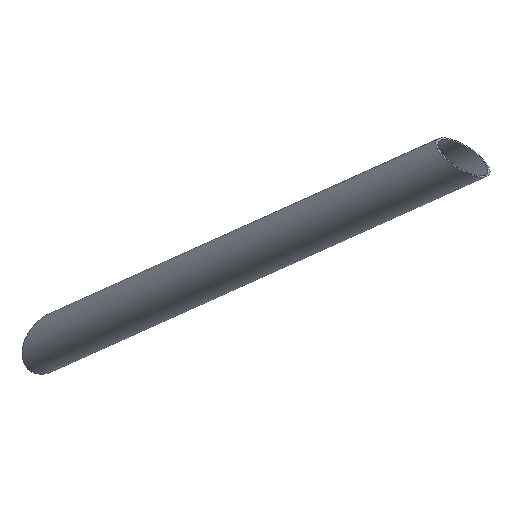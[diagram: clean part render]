
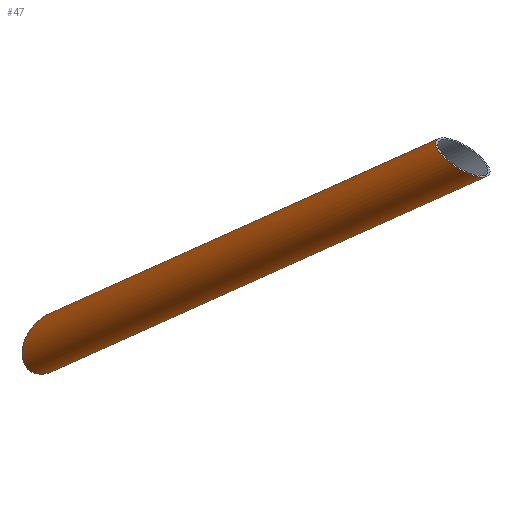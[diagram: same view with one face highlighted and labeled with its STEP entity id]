
A CAD part, top view. The second image highlights one B-rep face of the part: STEP entity #47.
In plain terms, the highlighted cylindrical face has radius 10 mm (diameter 20 mm), a partial arc.
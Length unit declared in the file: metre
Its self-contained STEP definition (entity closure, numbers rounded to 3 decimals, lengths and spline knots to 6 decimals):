
#47=ADVANCED_FACE('0:31',(#98),#99,.T.);
#63=EDGE_CURVE('0:26',#110,#109,#125,.T.);
#65=EDGE_CURVE('0:27',#106,#105,#127,.T.);
#98=FACE_OUTER_BOUND('',#150,.T.);
#99=CYLINDRICAL_SURFACE('',#151,0.01);
#105=VERTEX_POINT('',#158);
#106=VERTEX_POINT('',#159);
#109=VERTEX_POINT('',#190);
#110=VERTEX_POINT('',#191);
#125=B_SPLINE_CURVE_WITH_KNOTS('',3,(#357,#358,#359,#360,#361,#362,#363,#364,#365,#366,#367,#368,#369,#370,#371,#372,#373,#374,#375,#376,#377,#378,#379,#380,#381,#382,#383,#384,#385,#386,#387),.UNSPECIFIED.,.F.,.F.,(4,3,3,3,3,3,3,3,3,3,4),(-51.422874,-46.053879,-41.506843,-37.39744,-33.302263,-28.728609,-23.253432,-16.465001,-8.2325,-1.350332,0.0),.UNSPECIFIED.);
#127=B_SPLINE_CURVE_WITH_KNOTS('',3,(#390,#391,#392,#393,#394,#395,#396,#397,#398,#399,#400,#401,#402,#403,#404,#405,#406,#407,#408,#409,#410,#411,#412,#413,#414,#415,#416,#417),.UNSPECIFIED.,.F.,.F.,(4,3,3,3,3,3,3,3,3,4),(-49.829487,-44.893211,-39.202782,-32.176299,-24.132224,-18.073446,-12.793164,-8.111976,-3.733717,0.0),.UNSPECIFIED.);
#150=EDGE_LOOP('',(#453,#454,#455,#456));
#151=AXIS2_PLACEMENT_3D('',#457,#458,#459);
#158=CARTESIAN_POINT('',(-2.064123,-0.196984,0.216604));
#159=CARTESIAN_POINT('',(-2.081877,-0.183016,0.207396));
#190=CARTESIAN_POINT('',(-2.225676,-0.247347,0.069274));
#191=CARTESIAN_POINT('',(-2.224324,-0.268653,0.062726));
#357=CARTESIAN_POINT('',(-2.224324,-0.268653,0.062726));
#358=CARTESIAN_POINT('',(-2.225442,-0.269153,0.063048));
#359=CARTESIAN_POINT('',(-2.226615,-0.269497,0.063436));
#360=CARTESIAN_POINT('',(-2.22779,-0.26962,0.063888));
#361=CARTESIAN_POINT('',(-2.228786,-0.269725,0.06427));
#362=CARTESIAN_POINT('',(-2.229784,-0.269669,0.064699));
#363=CARTESIAN_POINT('',(-2.230721,-0.269418,0.065157));
#364=CARTESIAN_POINT('',(-2.231567,-0.269192,0.06557));
#365=CARTESIAN_POINT('',(-2.232359,-0.268805,0.066007));
#366=CARTESIAN_POINT('',(-2.233039,-0.268267,0.066439));
#367=CARTESIAN_POINT('',(-2.233717,-0.267732,0.06687));
#368=CARTESIAN_POINT('',(-2.23428,-0.267049,0.067295));
#369=CARTESIAN_POINT('',(-2.2347,-0.266274,0.067686));
#370=CARTESIAN_POINT('',(-2.235169,-0.265407,0.068124));
#371=CARTESIAN_POINT('',(-2.235461,-0.264429,0.06852));
#372=CARTESIAN_POINT('',(-2.235592,-0.263414,0.068859));
#373=CARTESIAN_POINT('',(-2.235748,-0.262199,0.069265));
#374=CARTESIAN_POINT('',(-2.235678,-0.260933,0.069592));
#375=CARTESIAN_POINT('',(-2.235436,-0.25969,0.069841));
#376=CARTESIAN_POINT('',(-2.235136,-0.258149,0.07015));
#377=CARTESIAN_POINT('',(-2.234575,-0.256639,0.070342));
#378=CARTESIAN_POINT('',(-2.233827,-0.255227,0.07043));
#379=CARTESIAN_POINT('',(-2.23292,-0.253515,0.070536));
#380=CARTESIAN_POINT('',(-2.231738,-0.25194,0.07049));
#381=CARTESIAN_POINT('',(-2.230356,-0.250591,0.070298));
#382=CARTESIAN_POINT('',(-2.229202,-0.249463,0.070137));
#383=CARTESIAN_POINT('',(-2.227905,-0.248491,0.069874));
#384=CARTESIAN_POINT('',(-2.226508,-0.247753,0.069504));
#385=CARTESIAN_POINT('',(-2.226234,-0.247609,0.069431));
#386=CARTESIAN_POINT('',(-2.225957,-0.247473,0.069354));
#387=CARTESIAN_POINT('',(-2.225676,-0.247347,0.069274));
#390=CARTESIAN_POINT('',(-2.081877,-0.183016,0.207396));
#391=CARTESIAN_POINT('',(-2.082402,-0.183251,0.208407));
#392=CARTESIAN_POINT('',(-2.082737,-0.183617,0.209482));
#393=CARTESIAN_POINT('',(-2.082893,-0.18407,0.210542));
#394=CARTESIAN_POINT('',(-2.083073,-0.184592,0.211765));
#395=CARTESIAN_POINT('',(-2.083019,-0.185227,0.212968));
#396=CARTESIAN_POINT('',(-2.082779,-0.18592,0.214091));
#397=CARTESIAN_POINT('',(-2.082482,-0.186775,0.215478));
#398=CARTESIAN_POINT('',(-2.081904,-0.187718,0.216746));
#399=CARTESIAN_POINT('',(-2.081118,-0.188682,0.217839));
#400=CARTESIAN_POINT('',(-2.080218,-0.189786,0.219091));
#401=CARTESIAN_POINT('',(-2.079042,-0.190922,0.220118));
#402=CARTESIAN_POINT('',(-2.077669,-0.192009,0.220843));
#403=CARTESIAN_POINT('',(-2.076634,-0.192828,0.22139));
#404=CARTESIAN_POINT('',(-2.075484,-0.193621,0.221765));
#405=CARTESIAN_POINT('',(-2.074261,-0.194342,0.22192));
#406=CARTESIAN_POINT('',(-2.073194,-0.19497,0.222056));
#407=CARTESIAN_POINT('',(-2.072071,-0.195543,0.222023));
#408=CARTESIAN_POINT('',(-2.070944,-0.196016,0.221786));
#409=CARTESIAN_POINT('',(-2.069945,-0.196434,0.221577));
#410=CARTESIAN_POINT('',(-2.068944,-0.196772,0.221204));
#411=CARTESIAN_POINT('',(-2.068007,-0.196992,0.220664));
#412=CARTESIAN_POINT('',(-2.067131,-0.197198,0.220159));
#413=CARTESIAN_POINT('',(-2.066314,-0.197298,0.219507));
#414=CARTESIAN_POINT('',(-2.065618,-0.197279,0.218746));
#415=CARTESIAN_POINT('',(-2.065025,-0.197263,0.218097));
#416=CARTESIAN_POINT('',(-2.06452,-0.197161,0.217369));
#417=CARTESIAN_POINT('',(-2.064123,-0.196984,0.216604));
#453=ORIENTED_EDGE('',*,*,#470,.T.);
#454=ORIENTED_EDGE('',*,*,#63,.F.);
#455=ORIENTED_EDGE('',*,*,#471,.T.);
#456=ORIENTED_EDGE('',*,*,#65,.F.);
#457=CARTESIAN_POINT('',(-2.147396,-0.223282,0.140541));
#458=DIRECTION('',(0.686,0.307,0.659));
#459=DIRECTION('',(-0.408,0.913,0.));
#470=EDGE_CURVE('',#106,#109,#481,.T.);
#471=EDGE_CURVE('',#110,#105,#482,.T.);
#481=LINE('',#492,#493);
#482=LINE('',#494,#495);
#492=CARTESIAN_POINT('',(-2.151479,-0.214154,0.140541));
#493=VECTOR('',#506,1.0);
#494=CARTESIAN_POINT('',(-2.143312,-0.23241,0.140541));
#495=VECTOR('',#507,1.0);
#506=DIRECTION('',(-0.686,-0.307,-0.659));
#507=DIRECTION('',(0.686,0.307,0.659));
